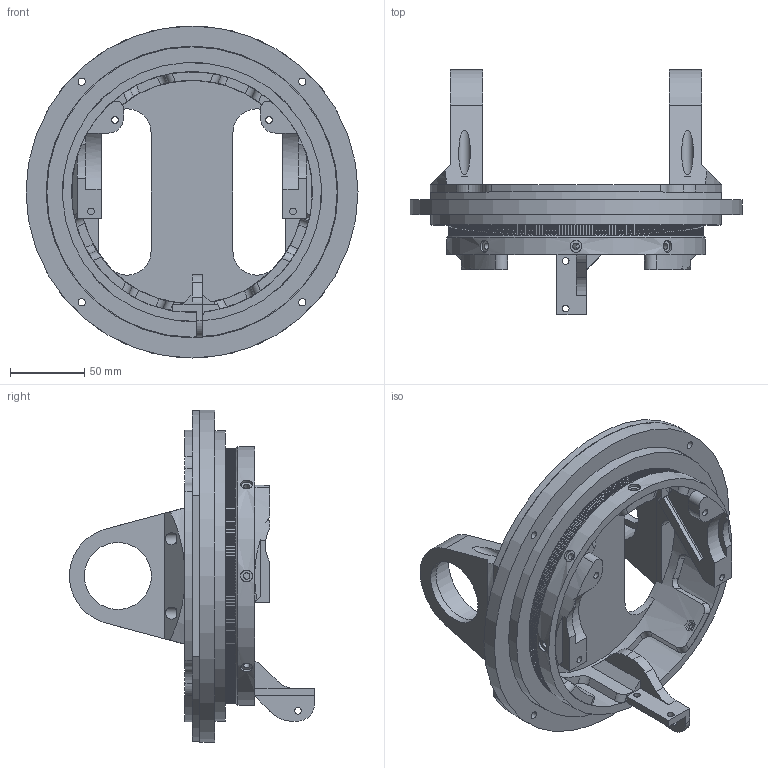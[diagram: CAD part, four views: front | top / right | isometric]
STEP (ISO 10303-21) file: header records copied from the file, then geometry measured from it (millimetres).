
FILE_DESCRIPTION(/* description */ (''),/* implementation_level */ '2;1');
FILE_NAME(/* name */ 'link10.stp',/* time_stamp */ '2019-04-16T17:38:50+01:00',/* author */ (''),/* organization */ (''),/* preprocessor_version */ 'ST-DEVELOPER v18',/* originating_system */ 'Autodesk Translation Framework v8.2.0.1029',/* authorisation */ '');
FILE_SCHEMA (('AUTOMOTIVE_DESIGN { 1 0 10303 214 3 1 1 }'));
Length unit declared in the file: millimetre
Products named in the file (5): Link_1; Inner Ring; Rotating Base; MainThing; UpperBearingHolder
Assembly tree (5 placements, depth 2):
  Link_1
    Inner Ring
    Rotating Base
    MainThing
    UpperBearingHolder  x2
Bounding box: 223 x 164.48 x 223 mm (x, y, z)
Volume: 782351.3 mm3; surface area: 251205 mm2
Topology: 5 solids, 5 shells, 1512 faces, 4446 edges, 2976 vertices
Faces by surface type: plane 822, cylinder 685, bspline 3, cone 2
Full cylindrical faces by diameter (mm): 4.3 x13, 4.5 x23, 4.9 x8, 8 x12, 45 x2, 55.2 x2, 161.4 x1, 162 x1, 174 x1, 195 x1, 196 x1, 223 x1
Entity records: 50938 total; most frequent: CARTESIAN_POINT 11268, ORIENTED_EDGE 8778, DIRECTION 8143, EDGE_CURVE 4389, VERTEX_POINT 2936, AXIS2_PLACEMENT_3D 2909, LINE 2325, VECTOR 2325
